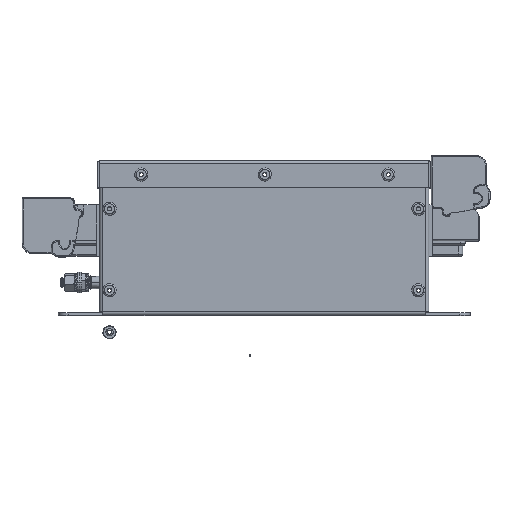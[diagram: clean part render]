
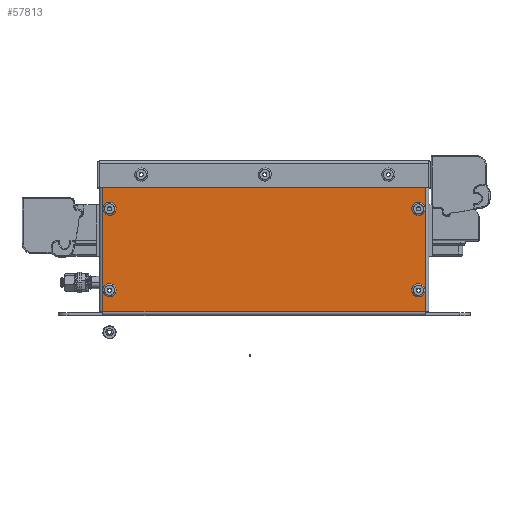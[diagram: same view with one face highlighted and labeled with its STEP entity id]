
A CAD part, top view. The second image highlights one B-rep face of the part: STEP entity #57813.
In plain terms, the highlighted planar face has unit normal (0, 0, 1).
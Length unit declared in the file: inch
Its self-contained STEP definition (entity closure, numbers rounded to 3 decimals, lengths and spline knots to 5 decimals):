
#643 = DIRECTION ( 'NONE',  ( 0., -1., 0. ) ) ;
#670 = CARTESIAN_POINT ( 'NONE',  ( -2.92308, 0.48629, 2.63183 ) ) ;
#675 = DIRECTION ( 'NONE',  ( 0., 0., -1. ) ) ;
#785 = EDGE_LOOP ( 'NONE', ( #51131, #9224, #55285, #6214 ) ) ;
#1107 = CARTESIAN_POINT ( 'NONE',  ( 2.98243, -1.07079, 2.63183 ) ) ;
#1748 = DIRECTION ( 'NONE',  ( 0., 0., -1. ) ) ;
#2134 = DIRECTION ( 'NONE',  ( 0., 0., -1. ) ) ;
#2756 = VECTOR ( 'NONE', #643, 39.37008 ) ;
#2942 = CARTESIAN_POINT ( 'NONE',  ( -3.11796, 0.88984, 2.63183 ) ) ;
#3258 = CIRCLE ( 'NONE', #50569, 0.0689 ) ;
#4117 = DIRECTION ( 'NONE',  ( 0., 0., -1. ) ) ;
#4371 = AXIS2_PLACEMENT_3D ( 'NONE', #42600, #20935, #43279 ) ;
#4553 = VECTOR ( 'NONE', #62264, 39.37008 ) ;
#4614 = AXIS2_PLACEMENT_3D ( 'NONE', #15204, #4117, #36200 ) ;
#4876 = VERTEX_POINT ( 'NONE', #59680 ) ;
#5585 = EDGE_LOOP ( 'NONE', ( #62420, #7349 ) ) ;
#5858 = CARTESIAN_POINT ( 'NONE',  ( 2.91353, -1.07079, 2.63183 ) ) ;
#6214 = ORIENTED_EDGE ( 'NONE', *, *, #51778, .F. ) ;
#6261 = AXIS2_PLACEMENT_3D ( 'NONE', #33190, #2134, #22851 ) ;
#7198 = DIRECTION ( 'NONE',  ( 0., -1., 0. ) ) ;
#7214 = CARTESIAN_POINT ( 'NONE',  ( -3.11796, -1.48418, 2.63183 ) ) ;
#7349 = ORIENTED_EDGE ( 'NONE', *, *, #28621, .T. ) ;
#7818 = CARTESIAN_POINT ( 'NONE',  ( -2.99198, -1.07079, 2.63183 ) ) ;
#8822 = DIRECTION ( 'NONE',  ( 0., -1., 0. ) ) ;
#9224 = ORIENTED_EDGE ( 'NONE', *, *, #45754, .F. ) ;
#9555 = CARTESIAN_POINT ( 'NONE',  ( -3.11796, 1.34259, 2.63183 ) ) ;
#9572 = CARTESIAN_POINT ( 'NONE',  ( 4.72849, 0.88984, 2.63183 ) ) ;
#9632 = CARTESIAN_POINT ( 'NONE',  ( 4.72849, -1.48418, 2.63183 ) ) ;
#10034 = ORIENTED_EDGE ( 'NONE', *, *, #32987, .T. ) ;
#12170 = FACE_OUTER_BOUND ( 'NONE', #785, .T. ) ;
#12584 = VERTEX_POINT ( 'NONE', #32826 ) ;
#12918 = VERTEX_POINT ( 'NONE', #7214 ) ;
#13307 = CARTESIAN_POINT ( 'NONE',  ( -2.99198, 0.48629, 2.63183 ) ) ;
#15204 = CARTESIAN_POINT ( 'NONE',  ( -2.99198, -1.07079, 2.63183 ) ) ;
#16236 = CARTESIAN_POINT ( 'NONE',  ( -3.06088, -1.07079, 2.63183 ) ) ;
#16894 = ORIENTED_EDGE ( 'NONE', *, *, #19371, .T. ) ;
#17236 = VERTEX_POINT ( 'NONE', #28556 ) ;
#17626 = CIRCLE ( 'NONE', #4371, 0.0689 ) ;
#19010 = VECTOR ( 'NONE', #19621, 39.37008 ) ;
#19371 = EDGE_CURVE ( 'NONE', #48718, #50983, #17626, .T. ) ;
#19621 = DIRECTION ( 'NONE',  ( 1., 0., 0. ) ) ;
#19625 = EDGE_CURVE ( 'NONE', #63442, #52098, #41804, .T. ) ;
#19674 = ORIENTED_EDGE ( 'NONE', *, *, #40473, .T. ) ;
#20935 = DIRECTION ( 'NONE',  ( 0., 0., -1. ) ) ;
#21425 = EDGE_CURVE ( 'NONE', #12584, #12918, #37216, .T. ) ;
#21707 = CARTESIAN_POINT ( 'NONE',  ( 3.04739, -3.07867, 2.63183 ) ) ;
#22187 = EDGE_LOOP ( 'NONE', ( #52585, #56749 ) ) ;
#22627 = ORIENTED_EDGE ( 'NONE', *, *, #33445, .T. ) ;
#22851 = DIRECTION ( 'NONE',  ( 0., -1., 0. ) ) ;
#24470 = EDGE_CURVE ( 'NONE', #52098, #63442, #35287, .T. ) ;
#25473 = LINE ( 'NONE', #9555, #4553 ) ;
#27309 = CARTESIAN_POINT ( 'NONE',  ( -2.99198, 0.48629, 2.63183 ) ) ;
#28556 = CARTESIAN_POINT ( 'NONE',  ( -2.92308, -1.07079, 2.63183 ) ) ;
#28621 = EDGE_CURVE ( 'NONE', #17236, #39254, #45156, .T. ) ;
#29062 = PLANE ( 'NONE',  #6261 ) ;
#29705 = AXIS2_PLACEMENT_3D ( 'NONE', #13307, #34318, #55267 ) ;
#29846 = AXIS2_PLACEMENT_3D ( 'NONE', #7818, #60179, #8822 ) ;
#31057 = DIRECTION ( 'NONE',  ( -1., 0., 0. ) ) ;
#31979 = EDGE_CURVE ( 'NONE', #39254, #17236, #47498, .T. ) ;
#32826 = CARTESIAN_POINT ( 'NONE',  ( 3.04739, -1.48418, 2.63183 ) ) ;
#32987 = EDGE_CURVE ( 'NONE', #4876, #63796, #3258, .T. ) ;
#33138 = AXIS2_PLACEMENT_3D ( 'NONE', #27309, #1748, #48940 ) ;
#33190 = CARTESIAN_POINT ( 'NONE',  ( 4.72849, -3.09835, 2.63183 ) ) ;
#33445 = EDGE_CURVE ( 'NONE', #63796, #4876, #36191, .T. ) ;
#33904 = CARTESIAN_POINT ( 'NONE',  ( 2.91353, 0.48629, 2.63183 ) ) ;
#34318 = DIRECTION ( 'NONE',  ( 0., 0., -1. ) ) ;
#34739 = EDGE_LOOP ( 'NONE', ( #19674, #16894 ) ) ;
#35287 = CIRCLE ( 'NONE', #33138, 0.0689 ) ;
#36191 = CIRCLE ( 'NONE', #38582, 0.0689 ) ;
#36200 = DIRECTION ( 'NONE',  ( 0., -1., 0. ) ) ;
#37216 = LINE ( 'NONE', #9632, #50352 ) ;
#38353 = FACE_BOUND ( 'NONE', #48524, .T. ) ;
#38582 = AXIS2_PLACEMENT_3D ( 'NONE', #58464, #42332, #47770 ) ;
#39254 = VERTEX_POINT ( 'NONE', #16236 ) ;
#39801 = DIRECTION ( 'NONE',  ( 0., 0., -1. ) ) ;
#40473 = EDGE_CURVE ( 'NONE', #50983, #48718, #51546, .T. ) ;
#41677 = AXIS2_PLACEMENT_3D ( 'NONE', #5858, #675, #7198 ) ;
#41804 = CIRCLE ( 'NONE', #29705, 0.0689 ) ;
#42332 = DIRECTION ( 'NONE',  ( 0., 0., -1. ) ) ;
#42600 = CARTESIAN_POINT ( 'NONE',  ( 2.91353, -1.07079, 2.63183 ) ) ;
#43279 = DIRECTION ( 'NONE',  ( 0., -1., 0. ) ) ;
#45156 = CIRCLE ( 'NONE', #29846, 0.0689 ) ;
#45754 = EDGE_CURVE ( 'NONE', #12918, #47234, #25473, .T. ) ;
#46661 = CARTESIAN_POINT ( 'NONE',  ( 2.84464, -1.07079, 2.63183 ) ) ;
#47234 = VERTEX_POINT ( 'NONE', #2942 ) ;
#47498 = CIRCLE ( 'NONE', #4614, 0.0689 ) ;
#47770 = DIRECTION ( 'NONE',  ( 0., -1., 0. ) ) ;
#48524 = EDGE_LOOP ( 'NONE', ( #22627, #10034 ) ) ;
#48655 = FACE_BOUND ( 'NONE', #22187, .T. ) ;
#48718 = VERTEX_POINT ( 'NONE', #1107 ) ;
#48940 = DIRECTION ( 'NONE',  ( 0., -1., 0. ) ) ;
#49310 = FACE_BOUND ( 'NONE', #5585, .T. ) ;
#50058 = DIRECTION ( 'NONE',  ( 0., -1., 0. ) ) ;
#50352 = VECTOR ( 'NONE', #31057, 39.37008 ) ;
#50569 = AXIS2_PLACEMENT_3D ( 'NONE', #33904, #39801, #50058 ) ;
#50983 = VERTEX_POINT ( 'NONE', #46661 ) ;
#51131 = ORIENTED_EDGE ( 'NONE', *, *, #64832, .F. ) ;
#51546 = CIRCLE ( 'NONE', #41677, 0.0689 ) ;
#51778 = EDGE_CURVE ( 'NONE', #56520, #12584, #59174, .T. ) ;
#52098 = VERTEX_POINT ( 'NONE', #66414 ) ;
#52270 = LINE ( 'NONE', #9572, #19010 ) ;
#52585 = ORIENTED_EDGE ( 'NONE', *, *, #24470, .T. ) ;
#53824 = CARTESIAN_POINT ( 'NONE',  ( 3.04739, 0.88984, 2.63183 ) ) ;
#55267 = DIRECTION ( 'NONE',  ( 0., -1., 0. ) ) ;
#55285 = ORIENTED_EDGE ( 'NONE', *, *, #21425, .F. ) ;
#56520 = VERTEX_POINT ( 'NONE', #53824 ) ;
#56749 = ORIENTED_EDGE ( 'NONE', *, *, #19625, .T. ) ;
#57813 = ADVANCED_FACE ( 'NONE', ( #49310, #48655, #38353, #65209, #12170 ), #29062, .F. ) ;
#58464 = CARTESIAN_POINT ( 'NONE',  ( 2.91353, 0.48629, 2.63183 ) ) ;
#59174 = LINE ( 'NONE', #21707, #2756 ) ;
#59379 = CARTESIAN_POINT ( 'NONE',  ( 2.84464, 0.48629, 2.63183 ) ) ;
#59680 = CARTESIAN_POINT ( 'NONE',  ( 2.98243, 0.48629, 2.63183 ) ) ;
#60179 = DIRECTION ( 'NONE',  ( 0., 0., -1. ) ) ;
#62264 = DIRECTION ( 'NONE',  ( 0., 1., 0. ) ) ;
#62420 = ORIENTED_EDGE ( 'NONE', *, *, #31979, .T. ) ;
#63442 = VERTEX_POINT ( 'NONE', #670 ) ;
#63796 = VERTEX_POINT ( 'NONE', #59379 ) ;
#64832 = EDGE_CURVE ( 'NONE', #47234, #56520, #52270, .T. ) ;
#65209 = FACE_BOUND ( 'NONE', #34739, .T. ) ;
#66414 = CARTESIAN_POINT ( 'NONE',  ( -3.06088, 0.48629, 2.63183 ) ) ;
